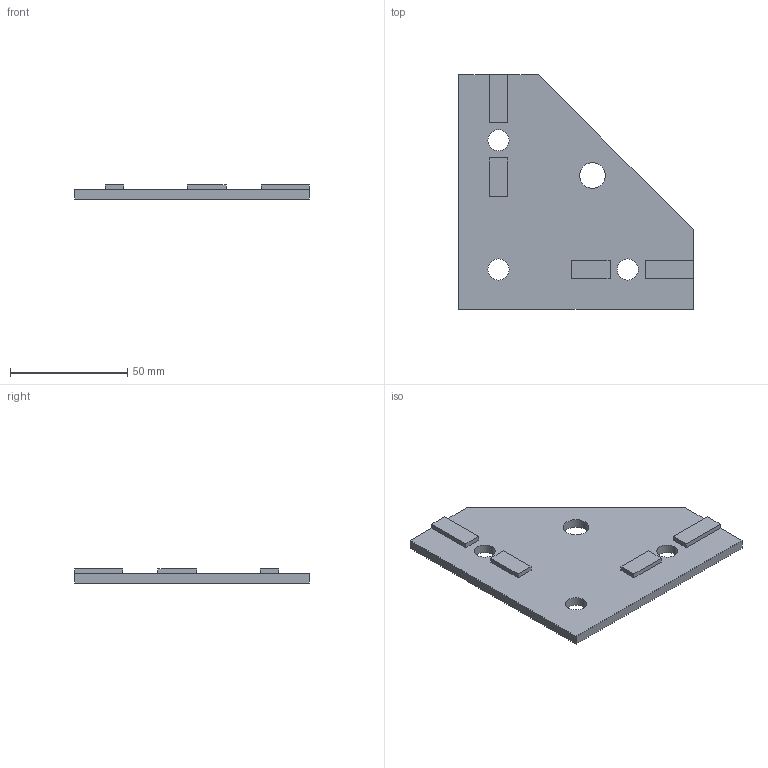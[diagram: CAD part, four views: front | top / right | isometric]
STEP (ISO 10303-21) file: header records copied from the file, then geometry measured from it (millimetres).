
FILE_DESCRIPTION(/* description */ ('Wzmocnienie narożnikowe 45-8 40-8'),/* implementation_level */ '2;1');
FILE_NAME(/* name */ '100910.stp',/* time_stamp */ '2023-02-02T09:11:34+01:00',/* author */ ('aluteckkpl_am'),/* organization */ ('TraceParts S.A.'),/* preprocessor_version */ 'ST-DEVELOPER v18.1',/* originating_system */ 'Autodesk Inventor 2021',/* authorisation */ '');
FILE_SCHEMA (('CONFIG_CONTROL_DESIGN'));
Length unit declared in the file: millimetre
Products named in the file (1): 100910
Bounding box: 100 x 100 x 6 mm (x, y, z)
Volume: 30144.5 mm3; surface area: 17774.3 mm2
Topology: 1 solids, 1 shells, 51 faces, 135 edges, 90 vertices
Faces by surface type: plane 43, cylinder 8
Entity records: 1622 total; most frequent: CARTESIAN_POINT 277, ORIENTED_EDGE 270, DIRECTION 255, EDGE_CURVE 135, LINE 119, VECTOR 119, VERTEX_POINT 90, AXIS2_PLACEMENT_3D 68
